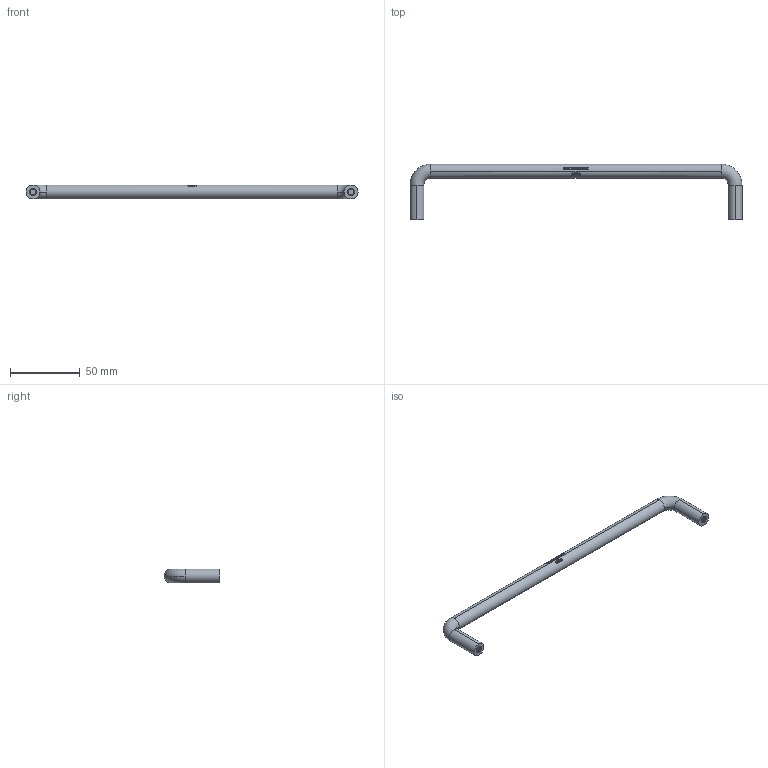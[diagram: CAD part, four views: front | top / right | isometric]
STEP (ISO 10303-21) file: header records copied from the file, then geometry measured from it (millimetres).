
FILE_DESCRIPTION (( 'STEP AP214' ), '1' );
FILE_NAME ('02902-Round Shape Bar Handle Stainless Steel 238mm M5 Thread.STEP', '2018-08-20T01:52:52', ( '' ), ( '' ), 'SwSTEP 2.0', 'SolidWorks 2018', '' );
FILE_SCHEMA (( 'AUTOMOTIVE_DESIGN' ));
Length unit declared in the file: millimetre
Products named in the file (1): 02902-Round Shape Bar Handle Stainless Steel 238mm M5 Thread
Bounding box: 238 x 40 x 10 mm (x, y, z)
Volume: 22391.8 mm3; surface area: 9745.8 mm2
Topology: 1 solids, 1 shells, 332 faces, 903 edges, 601 vertices
Faces by surface type: bspline 171, cylinder 82, plane 71, torus 4, cone 4
Entity records: 30229 total; most frequent: CARTESIAN_POINT 23604, ORIENTED_EDGE 1806, EDGE_CURVE 903, DIRECTION 674, VERTEX_POINT 601, B_SPLINE_CURVE_WITH_KNOTS 539, EDGE_LOOP 360, ADVANCED_FACE 332
